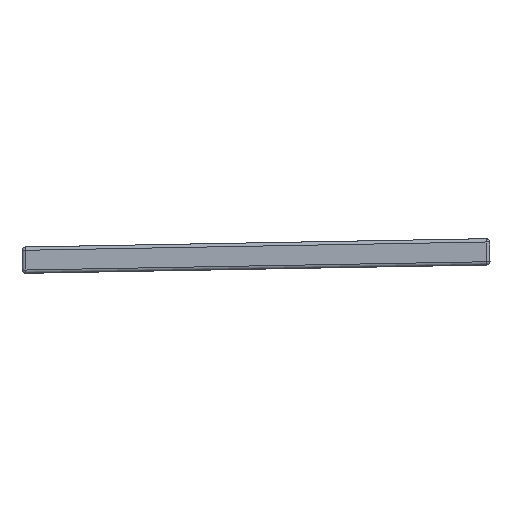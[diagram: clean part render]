
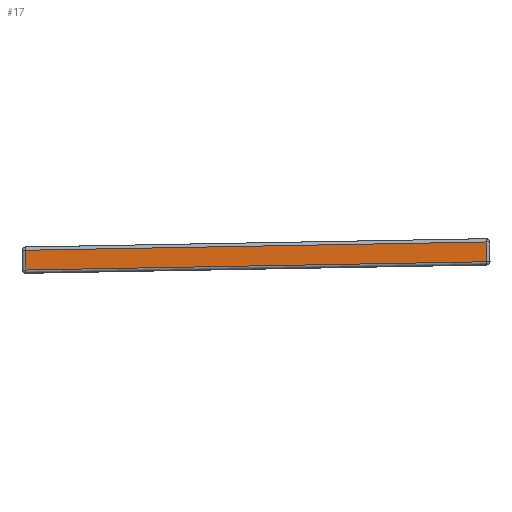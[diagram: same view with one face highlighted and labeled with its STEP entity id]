
A CAD part, left-side view. The second image highlights one B-rep face of the part: STEP entity #17.
In plain terms, the highlighted planar face has unit normal (-1, 0, 0).
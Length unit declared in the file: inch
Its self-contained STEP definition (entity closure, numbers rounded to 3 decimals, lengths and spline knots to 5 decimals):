
#17=ADVANCED_FACE('',(#323),#4235,.T.);
#323=FACE_OUTER_BOUND('',#629,.T.);
#629=EDGE_LOOP('',(#1064,#1065,#1066,#1067));
#1064=ORIENTED_EDGE('',*,*,#2134,.T.);
#1065=ORIENTED_EDGE('',*,*,#2150,.F.);
#1066=ORIENTED_EDGE('',*,*,#2122,.F.);
#1067=ORIENTED_EDGE('',*,*,#2152,.T.);
#2122=EDGE_CURVE('',#3843,#3842,#3538,.T.);
#2134=EDGE_CURVE('',#3840,#3841,#3549,.T.);
#2150=EDGE_CURVE('',#3842,#3841,#3563,.T.);
#2152=EDGE_CURVE('',#3843,#3840,#3565,.T.);
#3538=B_SPLINE_CURVE_WITH_KNOTS('',1,(#8193,#8194),.UNSPECIFIED.,.F.,.F.,
(2,2),(0.125,17.62787),.UNSPECIFIED.);
#3549=B_SPLINE_CURVE_WITH_KNOTS('',1,(#8217,#8218),.UNSPECIFIED.,.F.,.F.,
(2,2),(0.125,17.62787),.UNSPECIFIED.);
#3563=B_SPLINE_CURVE_WITH_KNOTS('',1,(#8249,#8250),.UNSPECIFIED.,.F.,.F.,
(2,2),(0.125,0.875),.UNSPECIFIED.);
#3565=B_SPLINE_CURVE_WITH_KNOTS('',1,(#8253,#8254),.UNSPECIFIED.,.F.,.F.,
(2,2),(0.125,0.875),.UNSPECIFIED.);
#3840=VERTEX_POINT('',#7993);
#3841=VERTEX_POINT('',#7994);
#3842=VERTEX_POINT('',#7995);
#3843=VERTEX_POINT('',#7996);
#4235=PLANE('',#4372);
#4372=AXIS2_PLACEMENT_3D('',#5766,#4897,$);
#4897=DIRECTION('',(-1.,0.,0.));
#5766=CARTESIAN_POINT('',(0.0625,0.44145,0.09511));
#7993=CARTESIAN_POINT('',(0.0625,0.43852,0.07693));
#7994=CARTESIAN_POINT('',(0.0625,0.07393,0.08348));
#7995=CARTESIAN_POINT('',(0.0625,0.07422,0.09911));
#7996=CARTESIAN_POINT('',(0.0625,0.4388,0.09255));
#8193=CARTESIAN_POINT('',(0.0625,0.4388,0.09255));
#8194=CARTESIAN_POINT('',(0.0625,0.07422,0.09911));
#8217=CARTESIAN_POINT('',(0.0625,0.43852,0.07693));
#8218=CARTESIAN_POINT('',(0.0625,0.07393,0.08348));
#8249=CARTESIAN_POINT('',(0.0625,0.07422,0.09911));
#8250=CARTESIAN_POINT('',(0.0625,0.07393,0.08348));
#8253=CARTESIAN_POINT('',(0.0625,0.4388,0.09255));
#8254=CARTESIAN_POINT('',(0.0625,0.43852,0.07693));
